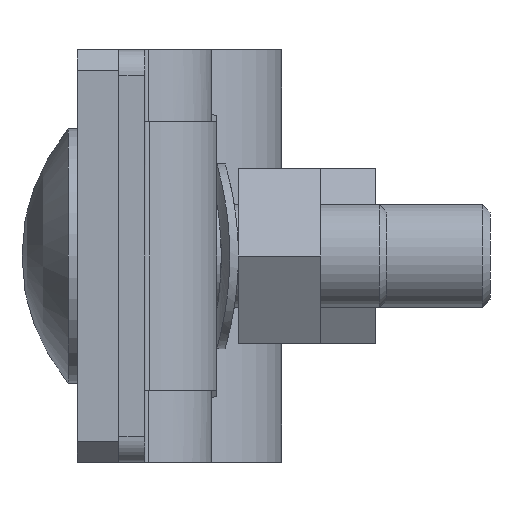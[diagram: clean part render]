
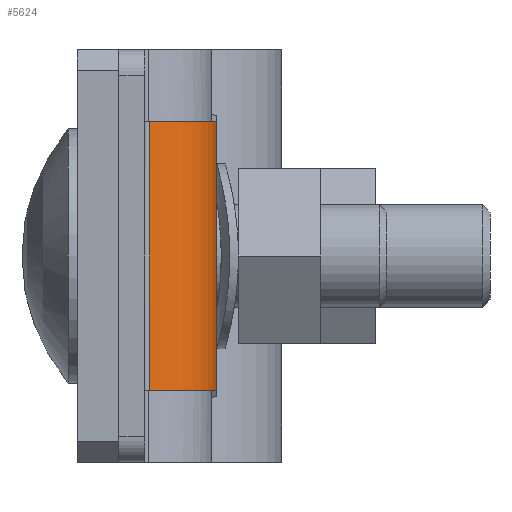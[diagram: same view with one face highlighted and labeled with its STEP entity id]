
A CAD part, left-side view. The second image highlights one B-rep face of the part: STEP entity #5624.
In plain terms, the highlighted cylindrical face has radius 7.5 mm (diameter 15 mm), a partial arc.
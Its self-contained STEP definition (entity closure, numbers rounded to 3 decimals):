
#4152=DIRECTION('',(0.,0.,1.));
#4153=VECTOR('',#4152,26.);
#4154=CARTESIAN_POINT('',(-35.895,130.5,-184.));
#4155=LINE('',#4154,#4153);
#4200=CARTESIAN_POINT('',(-35.895,138.,-158.));
#4201=DIRECTION('',(0.,0.,1.));
#4202=DIRECTION('',(-0.992,-0.125,0.));
#4203=AXIS2_PLACEMENT_3D('',#4200,#4201,#4202);
#4205=CARTESIAN_POINT('',(-35.895,138.,-184.));
#4206=DIRECTION('',(0.,0.,-1.));
#4207=DIRECTION('',(0.,-1.,0.));
#4208=AXIS2_PLACEMENT_3D('',#4205,#4206,#4207);
#4233=DIRECTION('',(0.,0.,1.));
#4234=VECTOR('',#4233,26.);
#4235=CARTESIAN_POINT('',(-43.336,137.063,-184.));
#4236=LINE('',#4235,#4234);
#5318=CARTESIAN_POINT('',(-43.336,137.063,-158.));
#5319=VERTEX_POINT('',#5318);
#5320=CARTESIAN_POINT('',(-43.336,137.063,-184.));
#5321=VERTEX_POINT('',#5320);
#5394=CARTESIAN_POINT('',(-35.895,130.5,-158.));
#5395=VERTEX_POINT('',#5394);
#5401=CARTESIAN_POINT('',(-35.895,130.5,-184.));
#5402=VERTEX_POINT('',#5401);
#5610=CARTESIAN_POINT('',(-35.895,138.,-171.));
#5611=DIRECTION('',(0.,0.,-1.));
#5612=DIRECTION('',(-1.,0.,0.));
#5613=AXIS2_PLACEMENT_3D('',#5610,#5611,#5612);
#5614=CYLINDRICAL_SURFACE('',#5613,7.5);
#5616=ORIENTED_EDGE('',*,*,#5615,.T.);
#5617=ORIENTED_EDGE('',*,*,#5580,.F.);
#5619=ORIENTED_EDGE('',*,*,#5618,.T.);
#5621=ORIENTED_EDGE('',*,*,#5620,.T.);
#5622=EDGE_LOOP('',(#5616,#5617,#5619,#5621));
#5623=FACE_OUTER_BOUND('',#5622,.F.);
#5624=ADVANCED_FACE('',(#5623),#5614,.T.);
#4204=CIRCLE('',#4203,7.5);
#4209=CIRCLE('',#4208,7.5);
#5580=EDGE_CURVE('',#5402,#5395,#4155,.T.);
#5615=EDGE_CURVE('',#5319,#5395,#4204,.T.);
#5618=EDGE_CURVE('',#5402,#5321,#4209,.T.);
#5620=EDGE_CURVE('',#5321,#5319,#4236,.T.);
